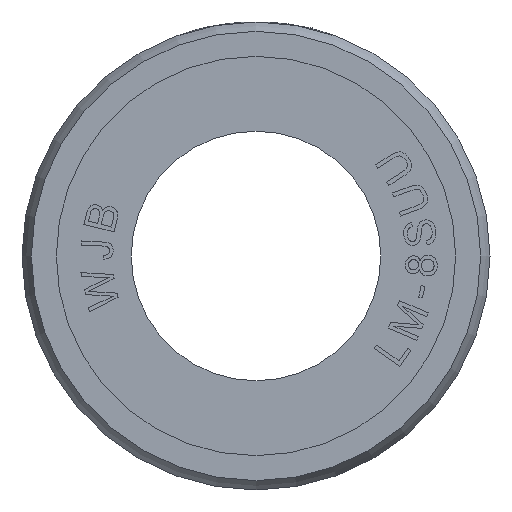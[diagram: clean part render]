
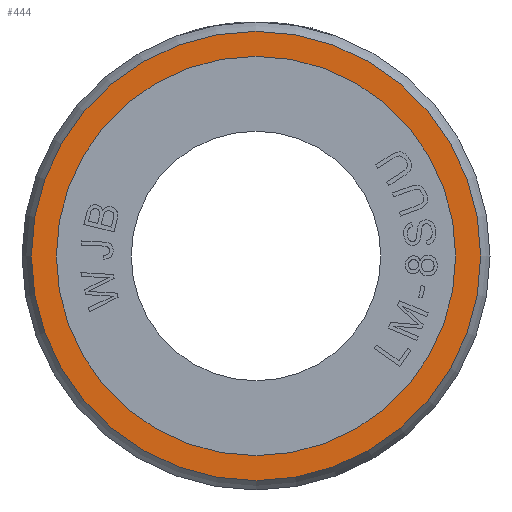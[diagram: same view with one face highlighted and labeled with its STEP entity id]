
A CAD part, left-side view. The second image highlights one B-rep face of the part: STEP entity #444.
In plain terms, the highlighted planar face has unit normal (-1, 0, 0).
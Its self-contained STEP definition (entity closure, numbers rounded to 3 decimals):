
#444=ADVANCED_FACE('',(#979,#980),#723,.T.);
#723=PLANE('',#5131);
#905=CIRCLE('',#5128,7.2);
#906=CIRCLE('',#5130,6.4);
#979=FACE_BOUND('',#1063,.T.);
#980=FACE_BOUND('',#1064,.T.);
#1063=EDGE_LOOP('',(#1954));
#1064=EDGE_LOOP('',(#1955));
#1954=ORIENTED_EDGE('',*,*,#3798,.T.);
#1955=ORIENTED_EDGE('',*,*,#3799,.F.);
#3330=VERTEX_POINT('',#7841);
#3331=VERTEX_POINT('',#7844);
#3798=EDGE_CURVE('',#3330,#3330,#905,.T.);
#3799=EDGE_CURVE('',#3331,#3331,#906,.T.);
#5128=AXIS2_PLACEMENT_3D('',#7840,#5521,#5522);
#5130=AXIS2_PLACEMENT_3D('',#7843,#5525,#5526);
#5131=AXIS2_PLACEMENT_3D('',#7845,#5527,#5528);
#5521=DIRECTION('',(-1.,0.,0.));
#5522=DIRECTION('',(0.,0.,1.));
#5525=DIRECTION('',(-1.,0.,0.));
#5526=DIRECTION('',(0.,0.,1.));
#5527=DIRECTION('',(-1.,0.,0.));
#5528=DIRECTION('',(0.,0.,1.));
#7840=CARTESIAN_POINT('',(0.,0.,0.));
#7841=CARTESIAN_POINT('',(0.,0.,7.2));
#7843=CARTESIAN_POINT('',(0.,0.,0.));
#7844=CARTESIAN_POINT('',(0.,0.,6.4));
#7845=CARTESIAN_POINT('',(0.,0.,6.8));
